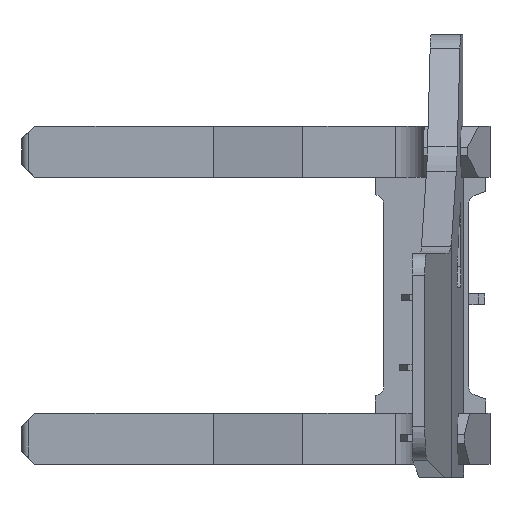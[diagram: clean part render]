
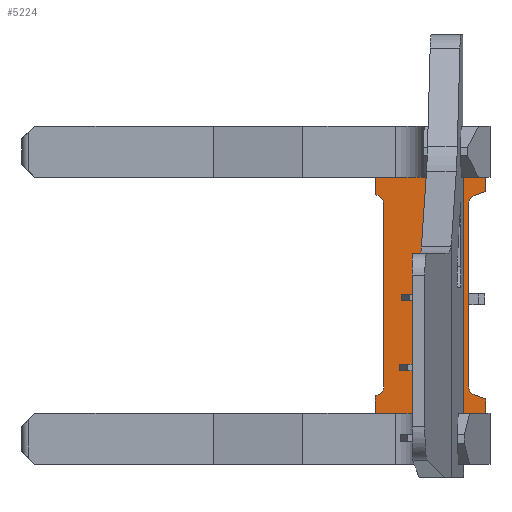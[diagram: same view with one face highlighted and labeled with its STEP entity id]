
A CAD part, front view. The second image highlights one B-rep face of the part: STEP entity #5224.
In plain terms, the highlighted face is planar.
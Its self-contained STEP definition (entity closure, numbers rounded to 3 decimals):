
#151 = DIRECTION ( 'NONE',  ( 0., 0., -1. ) ) ;
#183 = DIRECTION ( 'NONE',  ( 1., 0., 0. ) ) ;
#200 = VECTOR ( 'NONE', #2859, 1000. ) ;
#263 = CARTESIAN_POINT ( 'NONE',  ( -260., 41.279, 25. ) ) ;
#361 = CARTESIAN_POINT ( 'NONE',  ( -20., 493.187, 25. ) ) ;
#465 = DIRECTION ( 'NONE',  ( 1., 0., 0. ) ) ;
#482 = ORIENTED_EDGE ( 'NONE', *, *, #2867, .T. ) ;
#533 = LINE ( 'NONE', #1748, #200 ) ;
#724 = LINE ( 'NONE', #5776, #5207 ) ;
#776 = EDGE_CURVE ( 'NONE', #3201, #3491, #2146, .T. ) ;
#791 = DIRECTION ( 'NONE',  ( 0., 1., 0. ) ) ;
#848 = EDGE_CURVE ( 'NONE', #6325, #3188, #7001, .T. ) ;
#903 = DIRECTION ( 'NONE',  ( 0.94, 0.342, 0. ) ) ;
#920 = VECTOR ( 'NONE', #1601, 1000. ) ;
#969 = DIRECTION ( 'NONE',  ( 1., 0., 0. ) ) ;
#993 = CARTESIAN_POINT ( 'NONE',  ( 0., 521.75, 25. ) ) ;
#1009 = VERTEX_POINT ( 'NONE', #5751 ) ;
#1011 = CARTESIAN_POINT ( 'NONE',  ( -260., 41.279, 25. ) ) ;
#1034 = VECTOR ( 'NONE', #903, 1000. ) ;
#1244 = EDGE_CURVE ( 'NONE', #5361, #1824, #4896, .T. ) ;
#1313 = CARTESIAN_POINT ( 'NONE',  ( -40., 62.563, 25. ) ) ;
#1336 = VECTOR ( 'NONE', #6461, 1000. ) ;
#1505 = DIRECTION ( 'NONE',  ( 1., 0., 0. ) ) ;
#1516 = CARTESIAN_POINT ( 'NONE',  ( 0., 0., 25. ) ) ;
#1518 = VECTOR ( 'NONE', #3203, 1000. ) ;
#1568 = CARTESIAN_POINT ( 'NONE',  ( -253.16, 511.981, 25. ) ) ;
#1577 = DIRECTION ( 'NONE',  ( 0., 0., -1. ) ) ;
#1601 = DIRECTION ( 'NONE',  ( 0., -1., 0. ) ) ;
#1630 = EDGE_CURVE ( 'NONE', #5969, #1918, #2057, .T. ) ;
#1706 = VERTEX_POINT ( 'NONE', #2280 ) ;
#1748 = CARTESIAN_POINT ( 'NONE',  ( -40., 48.559, 25. ) ) ;
#1784 = ORIENTED_EDGE ( 'NONE', *, *, #4024, .T. ) ;
#1795 = CARTESIAN_POINT ( 'NONE',  ( -20., 62.563, 25. ) ) ;
#1824 = VERTEX_POINT ( 'NONE', #2961 ) ;
#1844 = VERTEX_POINT ( 'NONE', #3541 ) ;
#1914 = DIRECTION ( 'NONE',  ( 1., 0., 0. ) ) ;
#1918 = VERTEX_POINT ( 'NONE', #263 ) ;
#1958 = AXIS2_PLACEMENT_3D ( 'NONE', #1516, #3033, #969 ) ;
#2041 = DIRECTION ( 'NONE',  ( 0., -1., 0. ) ) ;
#2057 = LINE ( 'NONE', #2568, #6833 ) ;
#2068 = CARTESIAN_POINT ( 'NONE',  ( -260., 62.563, 25. ) ) ;
#2135 = CARTESIAN_POINT ( 'NONE',  ( 0., 555.75, 25. ) ) ;
#2146 = CIRCLE ( 'NONE', #6103, 20. ) ;
#2210 = LINE ( 'NONE', #2135, #6980 ) ;
#2280 = CARTESIAN_POINT ( 'NONE',  ( 0., 555.75, 25. ) ) ;
#2379 = DIRECTION ( 'NONE',  ( 1., 0., 0. ) ) ;
#2388 = ORIENTED_EDGE ( 'NONE', *, *, #6650, .T. ) ;
#2408 = DIRECTION ( 'NONE',  ( 0., 0., -1. ) ) ;
#2432 = ORIENTED_EDGE ( 'NONE', *, *, #5627, .T. ) ;
#2505 = VERTEX_POINT ( 'NONE', #4905 ) ;
#2526 = AXIS2_PLACEMENT_3D ( 'NONE', #5579, #151, #2379 ) ;
#2568 = CARTESIAN_POINT ( 'NONE',  ( -240., 48.559, 25. ) ) ;
#2613 = LINE ( 'NONE', #4789, #1034 ) ;
#2859 = DIRECTION ( 'NONE',  ( -0.94, 0.342, 0. ) ) ;
#2867 = EDGE_CURVE ( 'NONE', #1824, #6673, #533, .T. ) ;
#2884 = CARTESIAN_POINT ( 'NONE',  ( -26.84, 43.769, 25. ) ) ;
#2961 = CARTESIAN_POINT ( 'NONE',  ( 0., 34., 25. ) ) ;
#2978 = ORIENTED_EDGE ( 'NONE', *, *, #3614, .T. ) ;
#3013 = ORIENTED_EDGE ( 'NONE', *, *, #776, .T. ) ;
#3017 = ORIENTED_EDGE ( 'NONE', *, *, #5667, .T. ) ;
#3033 = DIRECTION ( 'NONE',  ( 0., 0., 1. ) ) ;
#3083 = LINE ( 'NONE', #3599, #5891 ) ;
#3095 = EDGE_CURVE ( 'NONE', #3188, #1844, #5092, .T. ) ;
#3118 = ORIENTED_EDGE ( 'NONE', *, *, #6128, .T. ) ;
#3188 = VERTEX_POINT ( 'NONE', #1568 ) ;
#3201 = VERTEX_POINT ( 'NONE', #3698 ) ;
#3203 = DIRECTION ( 'NONE',  ( 0., 1., 0. ) ) ;
#3247 = CARTESIAN_POINT ( 'NONE',  ( 0., 0., 25. ) ) ;
#3266 = ORIENTED_EDGE ( 'NONE', *, *, #1630, .T. ) ;
#3355 = VECTOR ( 'NONE', #5526, 1000. ) ;
#3471 = VECTOR ( 'NONE', #1914, 1000. ) ;
#3491 = VERTEX_POINT ( 'NONE', #3819 ) ;
#3541 = CARTESIAN_POINT ( 'NONE',  ( -240., 493.187, 25. ) ) ;
#3599 = CARTESIAN_POINT ( 'NONE',  ( -260., 555.75, 25. ) ) ;
#3614 = EDGE_CURVE ( 'NONE', #6673, #5438, #5442, .T. ) ;
#3691 = AXIS2_PLACEMENT_3D ( 'NONE', #2068, #6526, #465 ) ;
#3698 = CARTESIAN_POINT ( 'NONE',  ( -40., 493.187, 25. ) ) ;
#3722 = DIRECTION ( 'NONE',  ( -0.94, -0.342, 0. ) ) ;
#3779 = ORIENTED_EDGE ( 'NONE', *, *, #1244, .T. ) ;
#3819 = CARTESIAN_POINT ( 'NONE',  ( -26.84, 511.981, 25. ) ) ;
#3959 = ORIENTED_EDGE ( 'NONE', *, *, #5112, .T. ) ;
#4024 = EDGE_CURVE ( 'NONE', #4787, #5361, #4568, .T. ) ;
#4318 = LINE ( 'NONE', #1011, #920 ) ;
#4535 = ORIENTED_EDGE ( 'NONE', *, *, #5773, .T. ) ;
#4568 = LINE ( 'NONE', #5119, #3471 ) ;
#4623 = EDGE_CURVE ( 'NONE', #1009, #6325, #3083, .T. ) ;
#4719 = VERTEX_POINT ( 'NONE', #6651 ) ;
#4787 = VERTEX_POINT ( 'NONE', #4945 ) ;
#4789 = CARTESIAN_POINT ( 'NONE',  ( 0., 521.75, 25. ) ) ;
#4814 = CARTESIAN_POINT ( 'NONE',  ( -253.16, 43.769, 25. ) ) ;
#4838 = CARTESIAN_POINT ( 'NONE',  ( -260., 514.471, 25. ) ) ;
#4849 = AXIS2_PLACEMENT_3D ( 'NONE', #1795, #2408, #183 ) ;
#4896 = LINE ( 'NONE', #5963, #7157 ) ;
#4905 = CARTESIAN_POINT ( 'NONE',  ( 0., 521.75, 25. ) ) ;
#4945 = CARTESIAN_POINT ( 'NONE',  ( -260., 0., 25. ) ) ;
#5092 = CIRCLE ( 'NONE', #2526, 20. ) ;
#5112 = EDGE_CURVE ( 'NONE', #5438, #3201, #724, .T. ) ;
#5119 = CARTESIAN_POINT ( 'NONE',  ( -260., 0., 25. ) ) ;
#5140 = ORIENTED_EDGE ( 'NONE', *, *, #4623, .T. ) ;
#5185 = CARTESIAN_POINT ( 'NONE',  ( -260., 514.471, 25. ) ) ;
#5207 = VECTOR ( 'NONE', #791, 1000. ) ;
#5224 = ADVANCED_FACE ( 'NONE', ( #5874 ), #7094, .T. ) ;
#5247 = ORIENTED_EDGE ( 'NONE', *, *, #848, .T. ) ;
#5361 = VERTEX_POINT ( 'NONE', #3247 ) ;
#5438 = VERTEX_POINT ( 'NONE', #1313 ) ;
#5442 = CIRCLE ( 'NONE', #4849, 20. ) ;
#5526 = DIRECTION ( 'NONE',  ( 0., -1., 0. ) ) ;
#5579 = CARTESIAN_POINT ( 'NONE',  ( -260., 493.187, 25. ) ) ;
#5596 = EDGE_CURVE ( 'NONE', #3491, #2505, #2613, .T. ) ;
#5627 = EDGE_CURVE ( 'NONE', #4719, #5969, #5913, .T. ) ;
#5667 = EDGE_CURVE ( 'NONE', #1918, #4787, #4318, .T. ) ;
#5725 = ORIENTED_EDGE ( 'NONE', *, *, #5596, .T. ) ;
#5751 = CARTESIAN_POINT ( 'NONE',  ( -260., 555.75, 25. ) ) ;
#5773 = EDGE_CURVE ( 'NONE', #1844, #4719, #6708, .T. ) ;
#5776 = CARTESIAN_POINT ( 'NONE',  ( -40., 507.191, 25. ) ) ;
#5793 = ORIENTED_EDGE ( 'NONE', *, *, #3095, .T. ) ;
#5838 = EDGE_LOOP ( 'NONE', ( #1784, #3779, #482, #2978, #3959, #3013, #5725, #2388, #3118, #5140, #5247, #5793, #4535, #2432, #3266, #3017 ) ) ;
#5874 = FACE_OUTER_BOUND ( 'NONE', #5838, .T. ) ;
#5891 = VECTOR ( 'NONE', #2041, 1000. ) ;
#5913 = CIRCLE ( 'NONE', #3691, 20. ) ;
#5963 = CARTESIAN_POINT ( 'NONE',  ( 0., 0., 25. ) ) ;
#5969 = VERTEX_POINT ( 'NONE', #4814 ) ;
#6079 = DIRECTION ( 'NONE',  ( 0., 1., 0. ) ) ;
#6103 = AXIS2_PLACEMENT_3D ( 'NONE', #361, #1577, #1505 ) ;
#6128 = EDGE_CURVE ( 'NONE', #1706, #1009, #2210, .T. ) ;
#6325 = VERTEX_POINT ( 'NONE', #5185 ) ;
#6461 = DIRECTION ( 'NONE',  ( 0.94, -0.342, 0. ) ) ;
#6526 = DIRECTION ( 'NONE',  ( 0., 0., -1. ) ) ;
#6592 = DIRECTION ( 'NONE',  ( -1., 0., 0. ) ) ;
#6650 = EDGE_CURVE ( 'NONE', #2505, #1706, #7196, .T. ) ;
#6651 = CARTESIAN_POINT ( 'NONE',  ( -240., 62.563, 25. ) ) ;
#6673 = VERTEX_POINT ( 'NONE', #2884 ) ;
#6708 = LINE ( 'NONE', #7221, #3355 ) ;
#6833 = VECTOR ( 'NONE', #3722, 1000. ) ;
#6980 = VECTOR ( 'NONE', #6592, 1000. ) ;
#7001 = LINE ( 'NONE', #4838, #1336 ) ;
#7094 = PLANE ( 'NONE',  #1958 ) ;
#7157 = VECTOR ( 'NONE', #6079, 1000. ) ;
#7196 = LINE ( 'NONE', #993, #1518 ) ;
#7221 = CARTESIAN_POINT ( 'NONE',  ( -240., 507.191, 25. ) ) ;
